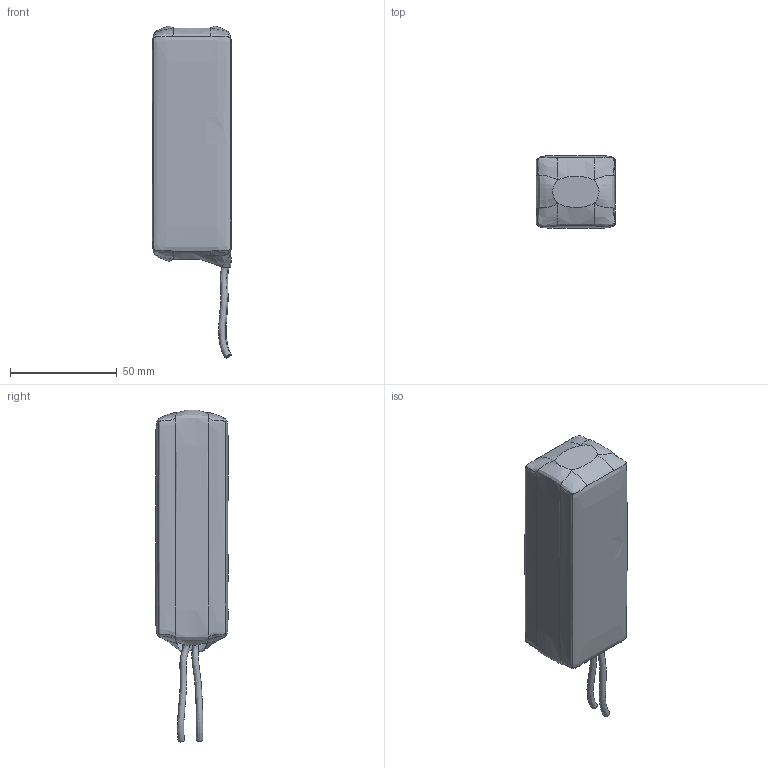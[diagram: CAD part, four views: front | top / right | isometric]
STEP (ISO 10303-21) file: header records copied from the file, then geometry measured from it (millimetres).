
FILE_DESCRIPTION(/* description */ (''),/* implementation_level */ '2;1');
FILE_NAME(/* name */ 'battery-4s-2200mah-80c.step',/* time_stamp */ '2025-11-25T22:22:46-05:00',/* author */ (''),/* organization */ (''),/* preprocessor_version */ 'ST-DEVELOPER v20.1',/* originating_system */ 'Autodesk Translation Framework v14.21.0.0',/* authorisation */ '');
FILE_SCHEMA (('AUTOMOTIVE_DESIGN { 1 0 10303 214 3 1 1 }'));
Length unit declared in the file: millimetre
Products named in the file (5): Turnigy nano-tech 2200mah 4S 25~50C Lipo Pack; Component2; Component3; Component4; Component1
Assembly tree (4 placements, depth 2):
  Turnigy nano-tech 2200mah 4S 25~50C Lipo Pack
    Component2
    Component3
    Component4
    Component1
Bounding box: 37.06 x 34 x 155.29 mm (x, y, z)
Volume: 105654.8 mm3; surface area: 31786.9 mm2
Topology: 3 solids, 4 shells, 32 faces, 70 edges, 44 vertices
Faces by surface type: bspline 22, plane 10
Entity records: 8519 total; most frequent: CARTESIAN_POINT 7899, ORIENTED_EDGE 132, EDGE_CURVE 70, DIRECTION 50, VERTEX_POINT 44, FACE_OUTER_BOUND 32, EDGE_LOOP 32, ADVANCED_FACE 32
